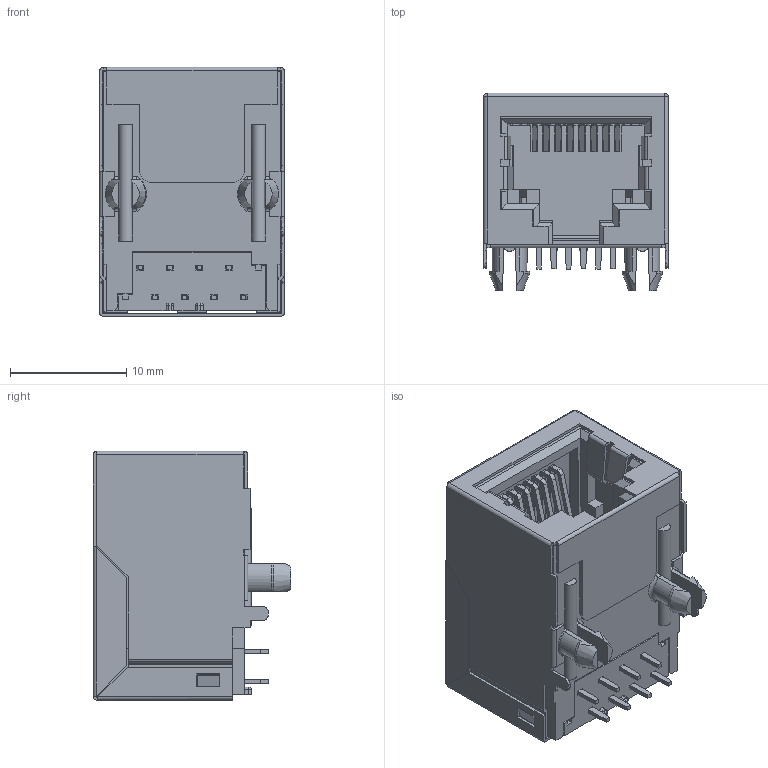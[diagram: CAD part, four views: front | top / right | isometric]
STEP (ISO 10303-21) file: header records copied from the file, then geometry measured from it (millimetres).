
FILE_DESCRIPTION (( 'STEP AP203' ), '1' );
FILE_NAME ('P(090)A26.STEP', '2021-09-24T15:32:07', ( '' ), ( '' ), 'SwSTEP 2.0', 'SolidWorks 2018', '' );
FILE_SCHEMA (( 'CONFIG_CONTROL_DESIGN' ));
Length unit declared in the file: millimetre
Products named in the file (14): P(090)P1000; 3032-P4-2012-12-13; P(090)A612_Without Power Contacts <Default>; 3032-P3-2012-12-13; 3032-P1-2012-12-13; 3032-P7-2012-12-13; 3032-P8-2012-12-13; 3032-P2-2012-12-13; P(090)A611; 3032-P6-2012-12-13; P(090)P999; P(090)P248_Y-ConJack-11 Shield <Default>; P(090)A26; 3032-P5-2012-12-13
Assembly tree (13 placements, depth 3):
  P(090)A26
    P(090)P999
    P(090)P248_Y-ConJack-11 Shield <Default>
    P(090)A612_Without Power Contacts <Default>
      P(090)P1000
    P(090)A611
      3032-P8-2012-12-13
      3032-P7-2012-12-13
      3032-P6-2012-12-13
      3032-P5-2012-12-13
      3032-P4-2012-12-13
      3032-P3-2012-12-13
      3032-P2-2012-12-13
      3032-P1-2012-12-13
Bounding box: 15.88 x 17 x 21.45 mm (x, y, z)
Volume: 2090.8 mm3; surface area: 7172.1 mm2
Topology: 11 solids, 11 shells, 1051 faces, 2998 edges, 1952 vertices
Faces by surface type: plane 829, cylinder 153, bspline 56, torus 5, cone 4, sphere 4
Entity records: 37669 total; most frequent: CARTESIAN_POINT 8927, ORIENTED_EDGE 5988, DIRECTION 5185, EDGE_CURVE 2994, LINE 2541, VECTOR 2541, VERTEX_POINT 1952, AXIS2_PLACEMENT_3D 1322
